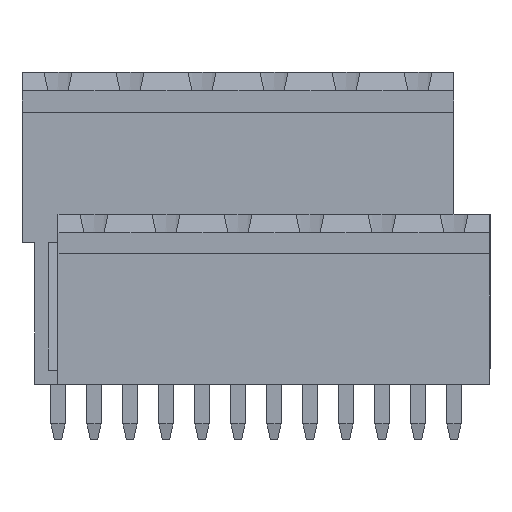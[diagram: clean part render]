
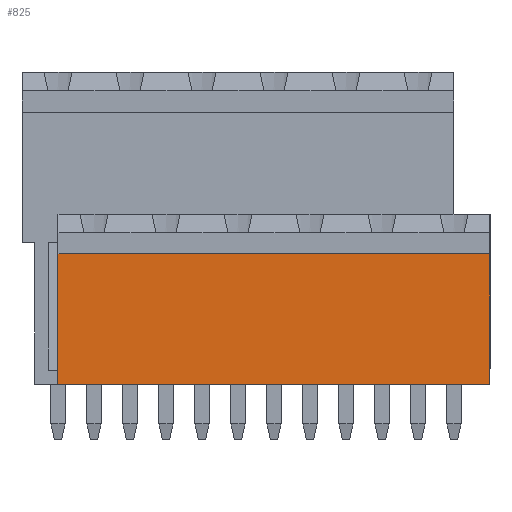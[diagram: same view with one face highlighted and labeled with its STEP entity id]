
A CAD part, front view. The second image highlights one B-rep face of the part: STEP entity #825.
In plain terms, the highlighted planar face has unit normal (0, -1, 0).
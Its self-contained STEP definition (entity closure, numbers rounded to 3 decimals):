
#825 = ADVANCED_FACE( '', ( #1967 ), #1968, .F. );
#1967 = FACE_OUTER_BOUND( '', #3499, .T. );
#1968 = PLANE( '', #3500 );
#3499 = EDGE_LOOP( '', ( #5667, #5668, #5669, #5670 ) );
#3500 = AXIS2_PLACEMENT_3D( '', #5671, #5672, #5673 );
#5667 = ORIENTED_EDGE( '', *, *, #10120, .F. );
#5668 = ORIENTED_EDGE( '', *, *, #10121, .F. );
#5669 = ORIENTED_EDGE( '', *, *, #9862, .F. );
#5670 = ORIENTED_EDGE( '', *, *, #10122, .F. );
#5671 = CARTESIAN_POINT( '', ( 0., -18.85, 0. ) );
#5672 = DIRECTION( '', ( 0., 1., 0. ) );
#5673 = DIRECTION( '', ( 0., 0., 1. ) );
#9862 = EDGE_CURVE( '', #12046, #12048, #12049, .T. );
#10120 = EDGE_CURVE( '', #12483, #12484, #12485, .T. );
#10121 = EDGE_CURVE( '', #12048, #12483, #12486, .T. );
#10122 = EDGE_CURVE( '', #12484, #12046, #12487, .T. );
#12046 = VERTEX_POINT( '', #15161 );
#12048 = VERTEX_POINT( '', #15164 );
#12049 = LINE( '', #15165, #15166 );
#12483 = VERTEX_POINT( '', #15789 );
#12484 = VERTEX_POINT( '', #15790 );
#12485 = LINE( '', #15791, #15792 );
#12486 = LINE( '', #15793, #15794 );
#12487 = LINE( '', #15795, #15796 );
#15161 = CARTESIAN_POINT( '', ( 17.78, -18.85, -1.8 ) );
#15164 = CARTESIAN_POINT( '', ( 17.78, -18.85, -11. ) );
#15165 = CARTESIAN_POINT( '', ( 17.78, -18.85, -1.8 ) );
#15166 = VECTOR( '', #18648, 1000. );
#15789 = CARTESIAN_POINT( '', ( -12.7, -18.85, -11. ) );
#15790 = CARTESIAN_POINT( '', ( -12.7, -18.85, -1.8 ) );
#15791 = CARTESIAN_POINT( '', ( -12.7, -18.85, -11. ) );
#15792 = VECTOR( '', #18904, 1000. );
#15793 = CARTESIAN_POINT( '', ( 17.78, -18.85, -11. ) );
#15794 = VECTOR( '', #18905, 1000. );
#15795 = CARTESIAN_POINT( '', ( -12.7, -18.85, -1.8 ) );
#15796 = VECTOR( '', #18906, 1000. );
#18648 = DIRECTION( '', ( 0., 0., -1. ) );
#18904 = DIRECTION( '', ( 0., 0., 1. ) );
#18905 = DIRECTION( '', ( -1., 0., 0. ) );
#18906 = DIRECTION( '', ( 1., 0., 0. ) );
